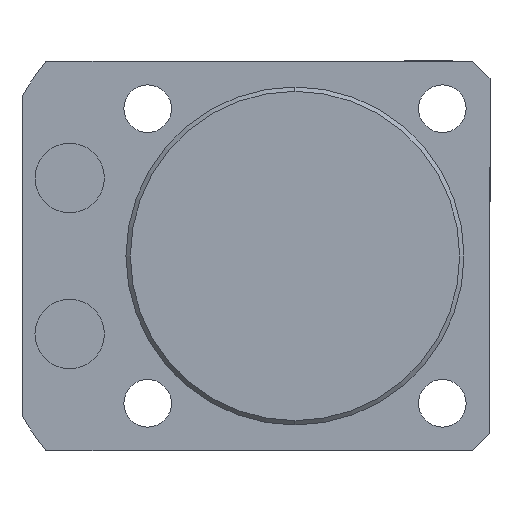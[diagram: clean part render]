
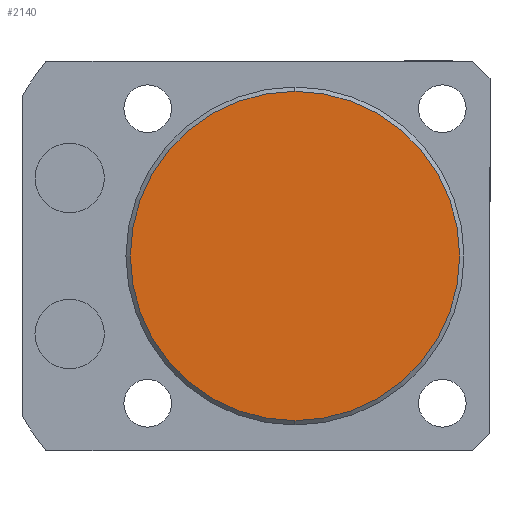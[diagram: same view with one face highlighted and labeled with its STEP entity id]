
A CAD part, front view. The second image highlights one B-rep face of the part: STEP entity #2140.
In plain terms, the highlighted planar face has unit normal (0, -1, 0).
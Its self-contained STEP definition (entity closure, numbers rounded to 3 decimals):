
#86 = CARTESIAN_POINT ( 'NONE',  ( 0., 0., 0. ) ) ;
#87 = DIRECTION ( 'NONE',  ( 0., -1., 0. ) ) ;
#88 = DIRECTION ( 'NONE',  ( 0., 0., 1. ) ) ;
#120 = CARTESIAN_POINT ( 'NONE',  ( 0., 0., -19. ) ) ;
#207 = CARTESIAN_POINT ( 'NONE',  ( 0., 0., 0. ) ) ;
#213 = PLANE ( 'NONE',  #2098 ) ;
#215 = DIRECTION ( 'NONE',  ( 0., 1., 0. ) ) ;
#216 = DIRECTION ( 'NONE',  ( 0., 0., 1. ) ) ;
#590 = EDGE_LOOP ( 'NONE', ( #1037, #1040 ) ) ;
#790 = CIRCLE ( 'NONE', #2065, 19. ) ;
#860 = FACE_OUTER_BOUND ( 'NONE', #590, .T. ) ;
#1037 = ORIENTED_EDGE ( 'NONE', *, *, #1223, .T. ) ;
#1040 = ORIENTED_EDGE ( 'NONE', *, *, #1332, .T. ) ;
#1083 = VERTEX_POINT ( 'NONE', #1847 ) ;
#1162 = CIRCLE ( 'NONE', #2009, 19. ) ;
#1223 = EDGE_CURVE ( 'NONE', #1083, #1794, #1162, .T. ) ;
#1332 = EDGE_CURVE ( 'NONE', #1794, #1083, #790, .T. ) ;
#1794 = VERTEX_POINT ( 'NONE', #120 ) ;
#1809 = DIRECTION ( 'NONE',  ( 0., 0., 1. ) ) ;
#1816 = CARTESIAN_POINT ( 'NONE',  ( 0., 0., 0. ) ) ;
#1847 = CARTESIAN_POINT ( 'NONE',  ( 0., 0., 19. ) ) ;
#1856 = DIRECTION ( 'NONE',  ( 0., -1., 0. ) ) ;
#2009 = AXIS2_PLACEMENT_3D ( 'NONE', #1816, #1856, #1809 ) ;
#2065 = AXIS2_PLACEMENT_3D ( 'NONE', #86, #87, #88 ) ;
#2098 = AXIS2_PLACEMENT_3D ( 'NONE', #207, #215, #216 ) ;
#2140 = ADVANCED_FACE ( 'NONE', ( #860 ), #213, .F. ) ;
